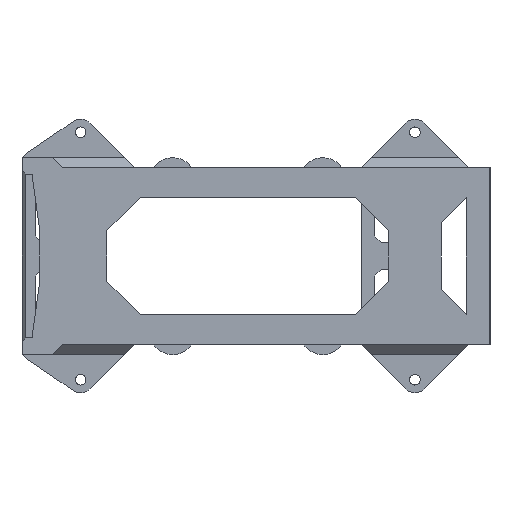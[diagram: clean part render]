
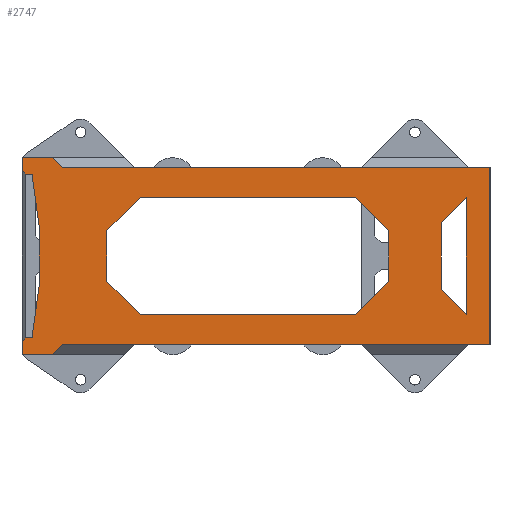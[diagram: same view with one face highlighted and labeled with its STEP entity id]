
A CAD part, front view. The second image highlights one B-rep face of the part: STEP entity #2747.
In plain terms, the highlighted planar face has unit normal (0, -1, 0).
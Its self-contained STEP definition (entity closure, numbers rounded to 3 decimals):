
#41=FACE_BOUND('',#401,.T.);
#42=FACE_BOUND('',#402,.T.);
#137=PLANE('',#2913);
#254=FACE_OUTER_BOUND('',#400,.T.);
#400=EDGE_LOOP('',(#2319,#2320,#2321,#2322,#2323,#2324,#2325,#2326,#2327,
#2328,#2329,#2330,#2331,#2332));
#401=EDGE_LOOP('',(#2333,#2334,#2335,#2336,#2337,#2338,#2339,#2340));
#402=EDGE_LOOP('',(#2341,#2342,#2343,#2344));
#527=LINE('',#3854,#866);
#535=LINE('',#3871,#874);
#539=LINE('',#3879,#878);
#553=LINE('',#3908,#892);
#597=LINE('',#4007,#936);
#684=LINE('',#4181,#1023);
#698=LINE('',#4208,#1037);
#707=LINE('',#4229,#1046);
#728=LINE('',#4275,#1067);
#731=LINE('',#4280,#1070);
#733=LINE('',#4284,#1072);
#735=LINE('',#4288,#1074);
#737=LINE('',#4293,#1076);
#740=LINE('',#4298,#1079);
#742=LINE('',#4302,#1081);
#744=LINE('',#4305,#1083);
#745=LINE('',#4308,#1084);
#747=LINE('',#4312,#1086);
#749=LINE('',#4316,#1088);
#751=LINE('',#4319,#1090);
#752=LINE('',#4322,#1091);
#753=LINE('',#4324,#1092);
#754=LINE('',#4325,#1093);
#755=LINE('',#4326,#1094);
#756=LINE('',#4327,#1095);
#866=VECTOR('',#3102,10.);
#874=VECTOR('',#3116,10.);
#878=VECTOR('',#3120,10.);
#892=VECTOR('',#3140,10.);
#936=VECTOR('',#3216,10.);
#1023=VECTOR('',#3361,10.);
#1037=VECTOR('',#3383,10.);
#1046=VECTOR('',#3394,10.);
#1067=VECTOR('',#3433,10.);
#1070=VECTOR('',#3438,10.);
#1072=VECTOR('',#3442,10.);
#1074=VECTOR('',#3446,10.);
#1076=VECTOR('',#3450,10.);
#1079=VECTOR('',#3455,10.);
#1081=VECTOR('',#3459,10.);
#1083=VECTOR('',#3463,10.);
#1084=VECTOR('',#3466,10.);
#1086=VECTOR('',#3470,10.);
#1088=VECTOR('',#3474,10.);
#1090=VECTOR('',#3478,10.);
#1091=VECTOR('',#3481,10.);
#1092=VECTOR('',#3482,10.);
#1093=VECTOR('',#3483,10.);
#1094=VECTOR('',#3484,10.);
#1095=VECTOR('',#3485,10.);
#1169=CIRCLE('',#2900,121.3);
#1249=VERTEX_POINT('',#3851);
#1250=VERTEX_POINT('',#3853);
#1254=VERTEX_POINT('',#3867);
#1256=VERTEX_POINT('',#3870);
#1259=VERTEX_POINT('',#3876);
#1260=VERTEX_POINT('',#3878);
#1271=VERTEX_POINT('',#3905);
#1272=VERTEX_POINT('',#3907);
#1307=VERTEX_POINT('',#4002);
#1308=VERTEX_POINT('',#4006);
#1374=VERTEX_POINT('',#4205);
#1375=VERTEX_POINT('',#4207);
#1398=VERTEX_POINT('',#4273);
#1399=VERTEX_POINT('',#4274);
#1400=VERTEX_POINT('',#4279);
#1401=VERTEX_POINT('',#4283);
#1402=VERTEX_POINT('',#4287);
#1403=VERTEX_POINT('',#4291);
#1404=VERTEX_POINT('',#4292);
#1405=VERTEX_POINT('',#4297);
#1406=VERTEX_POINT('',#4301);
#1407=VERTEX_POINT('',#4307);
#1408=VERTEX_POINT('',#4311);
#1409=VERTEX_POINT('',#4315);
#1410=VERTEX_POINT('',#4321);
#1411=VERTEX_POINT('',#4323);
#1519=EDGE_CURVE('',#1250,#1249,#527,.T.);
#1527=EDGE_CURVE('',#1254,#1256,#535,.T.);
#1531=EDGE_CURVE('',#1259,#1260,#539,.T.);
#1545=EDGE_CURVE('',#1272,#1271,#553,.T.);
#1595=EDGE_CURVE('',#1307,#1308,#597,.T.);
#1683=EDGE_CURVE('',#1249,#1272,#684,.T.);
#1697=EDGE_CURVE('',#1374,#1375,#698,.T.);
#1707=EDGE_CURVE('',#1256,#1374,#707,.T.);
#1729=EDGE_CURVE('',#1375,#1307,#1169,.T.);
#1730=EDGE_CURVE('',#1398,#1399,#728,.T.);
#1733=EDGE_CURVE('',#1400,#1398,#731,.T.);
#1735=EDGE_CURVE('',#1401,#1400,#733,.T.);
#1737=EDGE_CURVE('',#1402,#1401,#735,.T.);
#1739=EDGE_CURVE('',#1403,#1404,#737,.T.);
#1742=EDGE_CURVE('',#1405,#1403,#740,.T.);
#1744=EDGE_CURVE('',#1406,#1405,#742,.T.);
#1746=EDGE_CURVE('',#1404,#1406,#744,.T.);
#1747=EDGE_CURVE('',#1407,#1402,#745,.T.);
#1749=EDGE_CURVE('',#1408,#1407,#747,.T.);
#1751=EDGE_CURVE('',#1409,#1408,#749,.T.);
#1753=EDGE_CURVE('',#1399,#1409,#751,.T.);
#1754=EDGE_CURVE('',#1250,#1410,#752,.T.);
#1755=EDGE_CURVE('',#1411,#1271,#753,.T.);
#1756=EDGE_CURVE('',#1411,#1260,#754,.T.);
#1757=EDGE_CURVE('',#1308,#1259,#755,.T.);
#1758=EDGE_CURVE('',#1254,#1410,#756,.T.);
#2319=ORIENTED_EDGE('',*,*,#1754,.F.);
#2320=ORIENTED_EDGE('',*,*,#1519,.T.);
#2321=ORIENTED_EDGE('',*,*,#1683,.T.);
#2322=ORIENTED_EDGE('',*,*,#1545,.T.);
#2323=ORIENTED_EDGE('',*,*,#1755,.F.);
#2324=ORIENTED_EDGE('',*,*,#1756,.T.);
#2325=ORIENTED_EDGE('',*,*,#1531,.F.);
#2326=ORIENTED_EDGE('',*,*,#1757,.F.);
#2327=ORIENTED_EDGE('',*,*,#1595,.F.);
#2328=ORIENTED_EDGE('',*,*,#1729,.F.);
#2329=ORIENTED_EDGE('',*,*,#1697,.F.);
#2330=ORIENTED_EDGE('',*,*,#1707,.F.);
#2331=ORIENTED_EDGE('',*,*,#1527,.F.);
#2332=ORIENTED_EDGE('',*,*,#1758,.T.);
#2333=ORIENTED_EDGE('',*,*,#1747,.F.);
#2334=ORIENTED_EDGE('',*,*,#1749,.F.);
#2335=ORIENTED_EDGE('',*,*,#1751,.F.);
#2336=ORIENTED_EDGE('',*,*,#1753,.F.);
#2337=ORIENTED_EDGE('',*,*,#1730,.F.);
#2338=ORIENTED_EDGE('',*,*,#1733,.F.);
#2339=ORIENTED_EDGE('',*,*,#1735,.F.);
#2340=ORIENTED_EDGE('',*,*,#1737,.F.);
#2341=ORIENTED_EDGE('',*,*,#1744,.F.);
#2342=ORIENTED_EDGE('',*,*,#1746,.F.);
#2343=ORIENTED_EDGE('',*,*,#1739,.F.);
#2344=ORIENTED_EDGE('',*,*,#1742,.F.);
#2747=ADVANCED_FACE('',(#254,#41,#42),#137,.T.);
#2900=AXIS2_PLACEMENT_3D('',#4271,#3429,#3430);
#2913=AXIS2_PLACEMENT_3D('',#4320,#3479,#3480);
#3102=DIRECTION('',(1.,0.,0.));
#3116=DIRECTION('',(0.,0.,1.));
#3120=DIRECTION('',(0.,0.,1.));
#3140=DIRECTION('',(-1.,0.,0.));
#3216=DIRECTION('',(-1.,0.,0.));
#3361=DIRECTION('',(0.,0.,1.));
#3383=DIRECTION('',(1.,0.,0.));
#3394=DIRECTION('',(0.707,0.,0.707));
#3429=DIRECTION('center_axis',(0.,-1.,0.));
#3430=DIRECTION('ref_axis',(0.979,0.,-0.202));
#3433=DIRECTION('',(0.,0.,1.));
#3438=DIRECTION('',(0.707,0.,0.707));
#3442=DIRECTION('',(1.,0.,0.));
#3446=DIRECTION('',(0.707,0.,-0.707));
#3450=DIRECTION('',(0.,0.,1.));
#3455=DIRECTION('',(0.707,0.,-0.707));
#3459=DIRECTION('',(0.,0.,-1.));
#3463=DIRECTION('',(-0.707,0.,-0.707));
#3466=DIRECTION('',(0.,0.,-1.));
#3470=DIRECTION('',(-0.707,0.,-0.707));
#3474=DIRECTION('',(-1.,0.,0.));
#3478=DIRECTION('',(-0.707,0.,0.707));
#3479=DIRECTION('center_axis',(0.,-1.,0.));
#3480=DIRECTION('ref_axis',(0.,0.,-1.));
#3481=DIRECTION('',(-0.707,0.,-0.707));
#3482=DIRECTION('',(0.707,0.,-0.707));
#3483=DIRECTION('',(-1.,0.,0.));
#3484=DIRECTION('',(-0.707,0.,0.707));
#3485=DIRECTION('',(1.,0.,0.));
#3851=CARTESIAN_POINT('',(68.5,-60.,-26.5));
#3853=CARTESIAN_POINT('',(-59.5,-60.,-26.5));
#3854=CARTESIAN_POINT('',(-8.134,-60.,-26.5));
#3867=CARTESIAN_POINT('',(-71.5,-60.,-29.5));
#3870=CARTESIAN_POINT('',(-71.5,-60.,-25.5));
#3871=CARTESIAN_POINT('',(-71.5,-60.,0.));
#3876=CARTESIAN_POINT('',(-71.5,-60.,25.5));
#3878=CARTESIAN_POINT('',(-71.5,-60.,29.5));
#3879=CARTESIAN_POINT('',(-71.5,-60.,0.));
#3905=CARTESIAN_POINT('',(-59.5,-60.,26.5));
#3907=CARTESIAN_POINT('',(68.5,-60.,26.5));
#3908=CARTESIAN_POINT('',(2.708,-60.,26.5));
#4002=CARTESIAN_POINT('',(-68.5,-60.,24.5));
#4006=CARTESIAN_POINT('',(-70.5,-60.,24.5));
#4007=CARTESIAN_POINT('',(-6.634,-60.,24.5));
#4181=CARTESIAN_POINT('',(68.5,-60.,0.));
#4205=CARTESIAN_POINT('',(-70.5,-60.,-24.5));
#4207=CARTESIAN_POINT('',(-68.5,-60.,-24.5));
#4208=CARTESIAN_POINT('',(61.866,-60.,-24.5));
#4229=CARTESIAN_POINT('',(-26.317,-60.,19.683));
#4271=CARTESIAN_POINT('Origin',(-187.3,-60.,0.));
#4273=CARTESIAN_POINT('',(38.237,-60.,-7.5));
#4274=CARTESIAN_POINT('',(38.237,-60.,7.5));
#4275=CARTESIAN_POINT('',(38.237,-60.,22.5));
#4279=CARTESIAN_POINT('',(28.237,-60.,-17.5));
#4280=CARTESIAN_POINT('',(48.736,-60.,2.999));
#4283=CARTESIAN_POINT('',(-36.106,-60.,-17.5));
#4284=CARTESIAN_POINT('',(46.734,-60.,-17.5));
#4287=CARTESIAN_POINT('',(-46.106,-60.,-7.5));
#4288=CARTESIAN_POINT('',(-27.022,-60.,-26.584));
#4291=CARTESIAN_POINT('',(61.394,-60.,-17.5));
#4292=CARTESIAN_POINT('',(61.394,-60.,17.5));
#4293=CARTESIAN_POINT('',(61.394,-60.,22.5));
#4297=CARTESIAN_POINT('',(53.894,-60.,-10.));
#4298=CARTESIAN_POINT('',(46.728,-60.,-2.834));
#4301=CARTESIAN_POINT('',(53.894,-60.,10.));
#4302=CARTESIAN_POINT('',(53.894,-60.,5.));
#4305=CARTESIAN_POINT('',(60.478,-60.,16.584));
#4307=CARTESIAN_POINT('',(-46.106,-60.,7.5));
#4308=CARTESIAN_POINT('',(-46.106,-60.,5.));
#4311=CARTESIAN_POINT('',(-36.106,-60.,17.5));
#4312=CARTESIAN_POINT('',(-13.272,-60.,40.334));
#4315=CARTESIAN_POINT('',(28.237,-60.,17.5));
#4316=CARTESIAN_POINT('',(4.563,-60.,17.5));
#4319=CARTESIAN_POINT('',(34.986,-60.,10.751));
#4320=CARTESIAN_POINT('Origin',(55.231,-60.,27.5));
#4321=CARTESIAN_POINT('',(-62.5,-60.,-29.5));
#4322=CARTESIAN_POINT('',(-18.567,-60.,14.433));
#4323=CARTESIAN_POINT('',(-62.5,-60.,29.5));
#4324=CARTESIAN_POINT('',(-31.317,-60.,-1.683));
#4325=CARTESIAN_POINT('',(-7.634,-60.,29.5));
#4326=CARTESIAN_POINT('',(-40.067,-60.,-5.933));
#4327=CARTESIAN_POINT('',(-7.634,-60.,-29.5));
